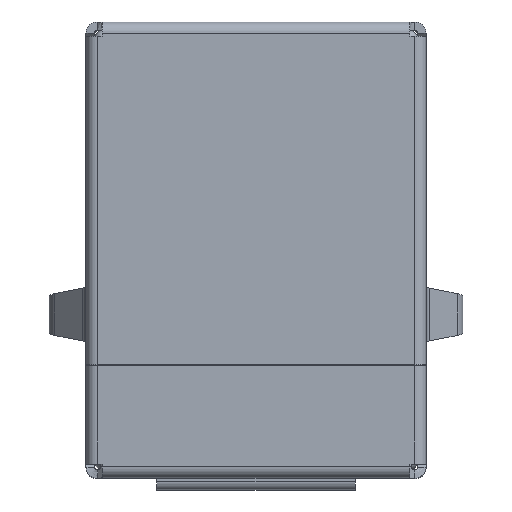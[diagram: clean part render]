
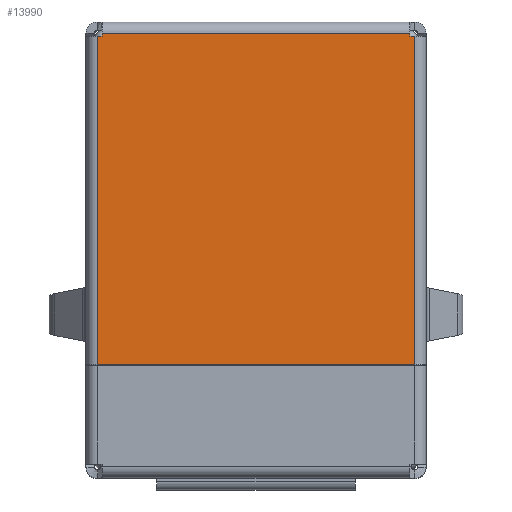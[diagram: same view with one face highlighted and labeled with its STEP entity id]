
A CAD part, top view. The second image highlights one B-rep face of the part: STEP entity #13990.
In plain terms, the highlighted planar face has unit normal (0, 0, 1).
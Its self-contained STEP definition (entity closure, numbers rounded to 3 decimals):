
#13990 = ADVANCED_FACE('',(#13991),#14057,.F.);
#13991 = FACE_BOUND('',#13992,.T.);
#13992 = EDGE_LOOP('',(#13993,#14003,#14011,#14019,#14027,#14035,#14043,
    #14051));
#13993 = ORIENTED_EDGE('',*,*,#13994,.T.);
#13994 = EDGE_CURVE('',#13995,#13997,#13999,.T.);
#13995 = VERTEX_POINT('',#13996);
#13996 = CARTESIAN_POINT('',(-5.6,-0.575,10.85));
#13997 = VERTEX_POINT('',#13998);
#13998 = CARTESIAN_POINT('',(-5.6,-12.175,10.85));
#13999 = LINE('',#14000,#14001);
#14000 = CARTESIAN_POINT('',(-5.6,-0.575,10.85));
#14001 = VECTOR('',#14002,1.);
#14002 = DIRECTION('',(0.,-1.,0.));
#14003 = ORIENTED_EDGE('',*,*,#14004,.T.);
#14004 = EDGE_CURVE('',#13997,#14005,#14007,.T.);
#14005 = VERTEX_POINT('',#14006);
#14006 = CARTESIAN_POINT('',(5.6,-12.175,10.85));
#14007 = LINE('',#14008,#14009);
#14008 = CARTESIAN_POINT('',(0.,-12.175,
    10.85));
#14009 = VECTOR('',#14010,1.);
#14010 = DIRECTION('',(1.,0.,0.));
#14011 = ORIENTED_EDGE('',*,*,#14012,.T.);
#14012 = EDGE_CURVE('',#14005,#14013,#14015,.T.);
#14013 = VERTEX_POINT('',#14014);
#14014 = CARTESIAN_POINT('',(5.6,-0.575,10.85));
#14015 = LINE('',#14016,#14017);
#14016 = CARTESIAN_POINT('',(5.6,-12.175,10.85));
#14017 = VECTOR('',#14018,1.);
#14018 = DIRECTION('',(0.,1.,0.));
#14019 = ORIENTED_EDGE('',*,*,#14020,.F.);
#14020 = EDGE_CURVE('',#14021,#14013,#14023,.T.);
#14021 = VERTEX_POINT('',#14022);
#14022 = CARTESIAN_POINT('',(5.427,-0.575,
    10.85));
#14023 = LINE('',#14024,#14025);
#14024 = CARTESIAN_POINT('',(5.427,-0.575,
    10.85));
#14025 = VECTOR('',#14026,1.);
#14026 = DIRECTION('',(1.,0.,0.));
#14027 = ORIENTED_EDGE('',*,*,#14028,.T.);
#14028 = EDGE_CURVE('',#14021,#14029,#14031,.T.);
#14029 = VERTEX_POINT('',#14030);
#14030 = CARTESIAN_POINT('',(5.427,-0.475,
    10.85));
#14031 = LINE('',#14032,#14033);
#14032 = CARTESIAN_POINT('',(5.427,-0.575,
    10.85));
#14033 = VECTOR('',#14034,1.);
#14034 = DIRECTION('',(0.,1.,0.));
#14035 = ORIENTED_EDGE('',*,*,#14036,.F.);
#14036 = EDGE_CURVE('',#14037,#14029,#14039,.T.);
#14037 = VERTEX_POINT('',#14038);
#14038 = CARTESIAN_POINT('',(-5.427,-0.475,
    10.85));
#14039 = LINE('',#14040,#14041);
#14040 = CARTESIAN_POINT('',(6.,-0.475,10.85));
#14041 = VECTOR('',#14042,1.);
#14042 = DIRECTION('',(1.,0.,0.));
#14043 = ORIENTED_EDGE('',*,*,#14044,.F.);
#14044 = EDGE_CURVE('',#14045,#14037,#14047,.T.);
#14045 = VERTEX_POINT('',#14046);
#14046 = CARTESIAN_POINT('',(-5.427,-0.575,
    10.85));
#14047 = LINE('',#14048,#14049);
#14048 = CARTESIAN_POINT('',(-5.427,-0.575,
    10.85));
#14049 = VECTOR('',#14050,1.);
#14050 = DIRECTION('',(0.,1.,0.));
#14051 = ORIENTED_EDGE('',*,*,#14052,.T.);
#14052 = EDGE_CURVE('',#14045,#13995,#14053,.T.);
#14053 = LINE('',#14054,#14055);
#14054 = CARTESIAN_POINT('',(0.,-0.575,
    10.85));
#14055 = VECTOR('',#14056,1.);
#14056 = DIRECTION('',(-1.,0.,0.));
#14057 = PLANE('',#14058);
#14058 = AXIS2_PLACEMENT_3D('',#14059,#14060,#14061);
#14059 = CARTESIAN_POINT('',(0.,-0.075,
    10.85));
#14060 = DIRECTION('',(0.,0.,-1.));
#14061 = DIRECTION('',(0.,-1.,0.));
